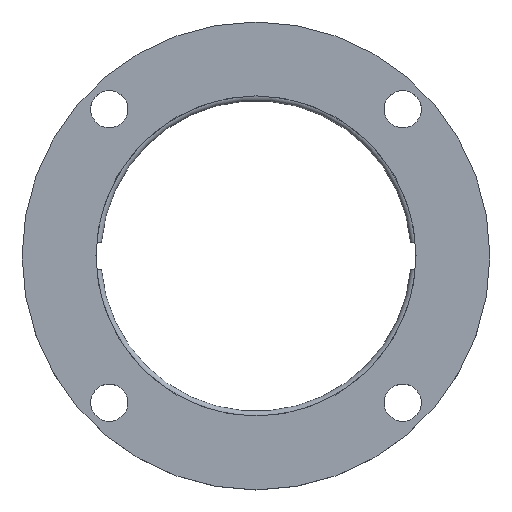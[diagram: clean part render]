
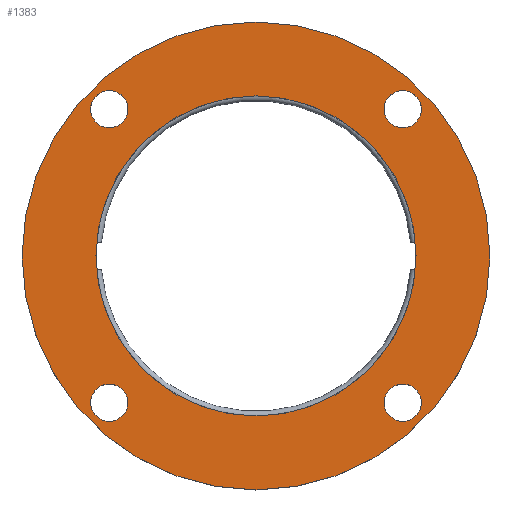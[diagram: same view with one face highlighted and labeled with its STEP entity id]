
A CAD part, top view. The second image highlights one B-rep face of the part: STEP entity #1383.
In plain terms, the highlighted planar face has unit normal (0, 0, 1).
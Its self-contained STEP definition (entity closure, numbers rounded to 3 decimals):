
#14 = ORIENTED_EDGE ( 'NONE', *, *, #36, .T. ) ;
#30 = CARTESIAN_POINT ( 'NONE',  ( -77.75, 69., 0. ) ) ;
#32 = FACE_BOUND ( 'NONE', #1031, .T. ) ;
#36 = EDGE_CURVE ( 'NONE', #225, #758, #1252, .T. ) ;
#37 = VERTEX_POINT ( 'NONE', #582 ) ;
#41 = DIRECTION ( 'NONE',  ( -1., 0., 0. ) ) ;
#48 = PLANE ( 'NONE',  #1202 ) ;
#62 = EDGE_CURVE ( 'NONE', #1171, #185, #918, .T. ) ;
#76 = ORIENTED_EDGE ( 'NONE', *, *, #1106, .T. ) ;
#80 = VERTEX_POINT ( 'NONE', #1398 ) ;
#91 = CARTESIAN_POINT ( 'NONE',  ( 0., 0., 0. ) ) ;
#168 = CARTESIAN_POINT ( 'NONE',  ( -75.25, 0., 0. ) ) ;
#171 = VERTEX_POINT ( 'NONE', #605 ) ;
#185 = VERTEX_POINT ( 'NONE', #371 ) ;
#208 = DIRECTION ( 'NONE',  ( 1., 0., 0. ) ) ;
#212 = CARTESIAN_POINT ( 'NONE',  ( 0., 0., 0. ) ) ;
#224 = EDGE_CURVE ( 'NONE', #185, #1171, #417, .T. ) ;
#225 = VERTEX_POINT ( 'NONE', #1088 ) ;
#236 = CARTESIAN_POINT ( 'NONE',  ( -69., 69., 0. ) ) ;
#276 = DIRECTION ( 'NONE',  ( 0., 0., -1. ) ) ;
#280 = DIRECTION ( 'NONE',  ( -1., 0., 0. ) ) ;
#292 = EDGE_CURVE ( 'NONE', #758, #225, #652, .T. ) ;
#294 = CARTESIAN_POINT ( 'NONE',  ( 110., 0., 0. ) ) ;
#299 = CARTESIAN_POINT ( 'NONE',  ( -77.75, -69., 0. ) ) ;
#300 = DIRECTION ( 'NONE',  ( 0., 0., -1. ) ) ;
#301 = CARTESIAN_POINT ( 'NONE',  ( -69., 69., 0. ) ) ;
#303 = AXIS2_PLACEMENT_3D ( 'NONE', #583, #1394, #703 ) ;
#308 = DIRECTION ( 'NONE',  ( 0., 0., -1. ) ) ;
#311 = AXIS2_PLACEMENT_3D ( 'NONE', #1011, #308, #1123 ) ;
#312 = FACE_BOUND ( 'NONE', #1024, .T. ) ;
#316 = EDGE_LOOP ( 'NONE', ( #14, #1095 ) ) ;
#328 = DIRECTION ( 'NONE',  ( 1., 0., 0. ) ) ;
#332 = CARTESIAN_POINT ( 'NONE',  ( 77.75, -69., 0. ) ) ;
#348 = DIRECTION ( 'NONE',  ( 0., 0., -1. ) ) ;
#353 = DIRECTION ( 'NONE',  ( -1., 0., 0. ) ) ;
#357 = AXIS2_PLACEMENT_3D ( 'NONE', #236, #1058, #353 ) ;
#360 = DIRECTION ( 'NONE',  ( 0., 0., -1. ) ) ;
#371 = CARTESIAN_POINT ( 'NONE',  ( 77.75, 69., 0. ) ) ;
#374 = CIRCLE ( 'NONE', #303, 75.25 ) ;
#415 = DIRECTION ( 'NONE',  ( -1., 0., 0. ) ) ;
#417 = CIRCLE ( 'NONE', #599, 8.75 ) ;
#449 = CIRCLE ( 'NONE', #1500, 8.75 ) ;
#452 = CARTESIAN_POINT ( 'NONE',  ( 60.25, 69., 0. ) ) ;
#469 = DIRECTION ( 'NONE',  ( 0., 0., -1. ) ) ;
#471 = VERTEX_POINT ( 'NONE', #1091 ) ;
#484 = AXIS2_PLACEMENT_3D ( 'NONE', #1357, #665, #1465 ) ;
#499 = ORIENTED_EDGE ( 'NONE', *, *, #1470, .T. ) ;
#538 = EDGE_LOOP ( 'NONE', ( #76, #794 ) ) ;
#563 = VERTEX_POINT ( 'NONE', #299 ) ;
#564 = EDGE_CURVE ( 'NONE', #80, #563, #449, .T. ) ;
#582 = CARTESIAN_POINT ( 'NONE',  ( -60.25, 69., 0. ) ) ;
#583 = CARTESIAN_POINT ( 'NONE',  ( 0., 0., 0. ) ) ;
#587 = FACE_OUTER_BOUND ( 'NONE', #538, .T. ) ;
#589 = EDGE_CURVE ( 'NONE', #563, #80, #1341, .T. ) ;
#599 = AXIS2_PLACEMENT_3D ( 'NONE', #1431, #744, #41 ) ;
#605 = CARTESIAN_POINT ( 'NONE',  ( -110., 0., 0. ) ) ;
#607 = ORIENTED_EDGE ( 'NONE', *, *, #1138, .F. ) ;
#652 = CIRCLE ( 'NONE', #990, 8.75 ) ;
#665 = DIRECTION ( 'NONE',  ( 0., 0., 1. ) ) ;
#703 = DIRECTION ( 'NONE',  ( 1., 0., 0. ) ) ;
#744 = DIRECTION ( 'NONE',  ( 0., 0., -1. ) ) ;
#758 = VERTEX_POINT ( 'NONE', #332 ) ;
#794 = ORIENTED_EDGE ( 'NONE', *, *, #1037, .T. ) ;
#805 = CARTESIAN_POINT ( 'NONE',  ( -75.25, 0., 0. ) ) ;
#826 = CIRCLE ( 'NONE', #1509, 8.75 ) ;
#827 = EDGE_CURVE ( 'NONE', #1333, #37, #1358, .T. ) ;
#838 = CIRCLE ( 'NONE', #1039, 110. ) ;
#849 = EDGE_LOOP ( 'NONE', ( #1277, #499 ) ) ;
#870 = CIRCLE ( 'NONE', #484, 110. ) ;
#898 = FACE_BOUND ( 'NONE', #316, .T. ) ;
#914 = DIRECTION ( 'NONE',  ( 0., 0., 1. ) ) ;
#918 = CIRCLE ( 'NONE', #1414, 8.75 ) ;
#926 = ORIENTED_EDGE ( 'NONE', *, *, #589, .T. ) ;
#941 = VERTEX_POINT ( 'NONE', #294 ) ;
#990 = AXIS2_PLACEMENT_3D ( 'NONE', #1063, #360, #1174 ) ;
#999 = CARTESIAN_POINT ( 'NONE',  ( -69., -69., 0. ) ) ;
#1011 = CARTESIAN_POINT ( 'NONE',  ( -69., -69., 0. ) ) ;
#1012 = ORIENTED_EDGE ( 'NONE', *, *, #564, .T. ) ;
#1015 = ORIENTED_EDGE ( 'NONE', *, *, #224, .T. ) ;
#1024 = EDGE_LOOP ( 'NONE', ( #926, #1012 ) ) ;
#1031 = EDGE_LOOP ( 'NONE', ( #1486, #1015 ) ) ;
#1035 = DIRECTION ( 'NONE',  ( 0., 0., 1. ) ) ;
#1037 = EDGE_CURVE ( 'NONE', #171, #941, #870, .T. ) ;
#1039 = AXIS2_PLACEMENT_3D ( 'NONE', #91, #914, #208 ) ;
#1056 = CARTESIAN_POINT ( 'NONE',  ( 69., -69., 0. ) ) ;
#1058 = DIRECTION ( 'NONE',  ( 0., 0., -1. ) ) ;
#1063 = CARTESIAN_POINT ( 'NONE',  ( 69., -69., 0. ) ) ;
#1088 = CARTESIAN_POINT ( 'NONE',  ( 60.25, -69., 0. ) ) ;
#1091 = CARTESIAN_POINT ( 'NONE',  ( 75.25, 0., 0. ) ) ;
#1095 = ORIENTED_EDGE ( 'NONE', *, *, #292, .T. ) ;
#1106 = EDGE_CURVE ( 'NONE', #941, #171, #838, .T. ) ;
#1113 = DIRECTION ( 'NONE',  ( -1., 0., 0. ) ) ;
#1114 = DIRECTION ( 'NONE',  ( 0., 0., -1. ) ) ;
#1123 = DIRECTION ( 'NONE',  ( -1., 0., 0. ) ) ;
#1138 = EDGE_CURVE ( 'NONE', #471, #1152, #1378, .T. ) ;
#1152 = VERTEX_POINT ( 'NONE', #805 ) ;
#1164 = DIRECTION ( 'NONE',  ( -1., 0., 0. ) ) ;
#1169 = CARTESIAN_POINT ( 'NONE',  ( 69., 69., 0. ) ) ;
#1171 = VERTEX_POINT ( 'NONE', #452 ) ;
#1174 = DIRECTION ( 'NONE',  ( -1., 0., 0. ) ) ;
#1202 = AXIS2_PLACEMENT_3D ( 'NONE', #168, #276, #280 ) ;
#1204 = EDGE_LOOP ( 'NONE', ( #607, #1401 ) ) ;
#1236 = FACE_BOUND ( 'NONE', #849, .T. ) ;
#1237 = EDGE_CURVE ( 'NONE', #1152, #471, #374, .T. ) ;
#1252 = CIRCLE ( 'NONE', #1259, 8.75 ) ;
#1259 = AXIS2_PLACEMENT_3D ( 'NONE', #1056, #348, #1164 ) ;
#1264 = AXIS2_PLACEMENT_3D ( 'NONE', #212, #1035, #328 ) ;
#1277 = ORIENTED_EDGE ( 'NONE', *, *, #827, .T. ) ;
#1283 = DIRECTION ( 'NONE',  ( -1., 0., 0. ) ) ;
#1333 = VERTEX_POINT ( 'NONE', #30 ) ;
#1341 = CIRCLE ( 'NONE', #311, 8.75 ) ;
#1357 = CARTESIAN_POINT ( 'NONE',  ( 0., 0., 0. ) ) ;
#1358 = CIRCLE ( 'NONE', #357, 8.75 ) ;
#1378 = CIRCLE ( 'NONE', #1264, 75.25 ) ;
#1383 = ADVANCED_FACE ( 'NONE', ( #32, #898, #312, #1236, #1505, #587 ), #48, .F. ) ;
#1394 = DIRECTION ( 'NONE',  ( 0., 0., 1. ) ) ;
#1398 = CARTESIAN_POINT ( 'NONE',  ( -60.25, -69., 0. ) ) ;
#1401 = ORIENTED_EDGE ( 'NONE', *, *, #1237, .F. ) ;
#1414 = AXIS2_PLACEMENT_3D ( 'NONE', #1169, #469, #1283 ) ;
#1431 = CARTESIAN_POINT ( 'NONE',  ( 69., 69., 0. ) ) ;
#1465 = DIRECTION ( 'NONE',  ( 1., 0., 0. ) ) ;
#1470 = EDGE_CURVE ( 'NONE', #37, #1333, #826, .T. ) ;
#1486 = ORIENTED_EDGE ( 'NONE', *, *, #62, .T. ) ;
#1500 = AXIS2_PLACEMENT_3D ( 'NONE', #999, #300, #1113 ) ;
#1505 = FACE_BOUND ( 'NONE', #1204, .T. ) ;
#1509 = AXIS2_PLACEMENT_3D ( 'NONE', #301, #1114, #415 ) ;
